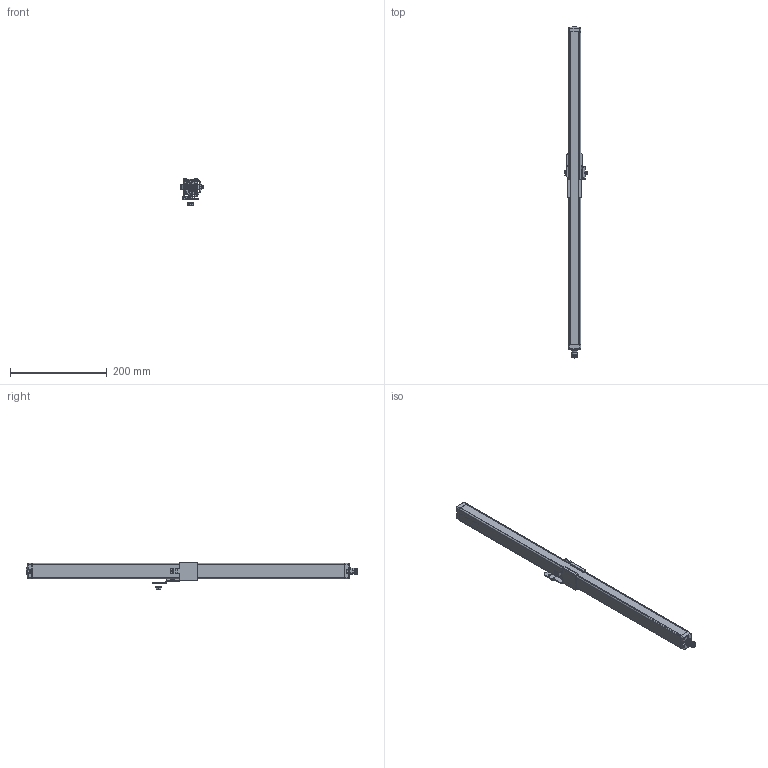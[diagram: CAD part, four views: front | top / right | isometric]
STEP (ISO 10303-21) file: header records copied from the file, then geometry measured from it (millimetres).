
FILE_DESCRIPTION((''),'2;1');
FILE_NAME('139568_SW','2008-07-16T',('banengservice'),('BANNER ENGINEERING'),'PRO/ENGINEER BY PARAMETRIC TECHNOLOGY CORPORATION, 2006170','PRO/ENGINEER BY PARAMETRIC TECHNOLOGY CORPORATION, 2006170','');
FILE_SCHEMA(('CONFIG_CONTROL_DESIGN'));
Length unit declared in the file: inch
Products named in the file (1): 139568_SW
Bounding box: 45.47 x 685.8 x 56.51 mm (x, y, z)
Volume: 178457.9 mm3; surface area: 192059.3 mm2
Topology: 4 solids, 4 shells, 1028 faces, 2751 edges, 1731 vertices
Faces by surface type: plane 444, cylinder 428, bspline 67, torus 60, cone 17, sphere 12
Entity records: 39478 total; most frequent: CARTESIAN_POINT 13333, DIRECTION 5582, ORIENTED_EDGE 5502, EDGE_CURVE 2751, AXIS2_PLACEMENT_3D 2022, VERTEX_POINT 1731, VECTOR 1538, LINE 1538
